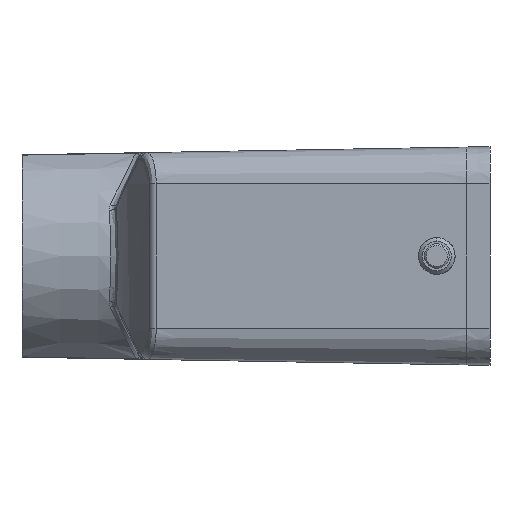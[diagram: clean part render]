
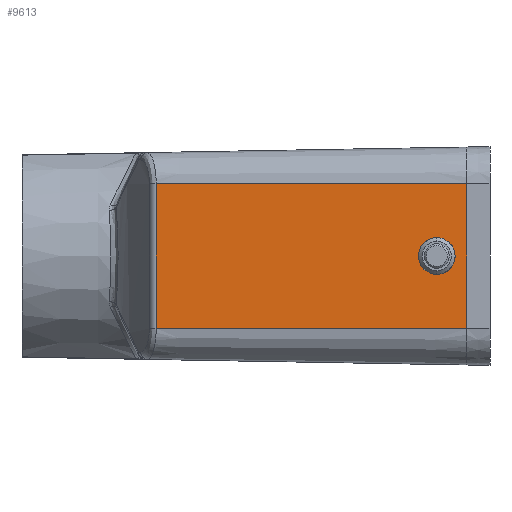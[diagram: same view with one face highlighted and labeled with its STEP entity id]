
A CAD part, left-side view. The second image highlights one B-rep face of the part: STEP entity #9613.
In plain terms, the highlighted planar face has unit normal (-1, 0.018, 0).
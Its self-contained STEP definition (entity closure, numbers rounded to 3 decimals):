
#420 = CARTESIAN_POINT ( 'NONE',  ( -31.288, 12.15, 2.475 ) ) ;
#426 = VERTEX_POINT ( 'NONE', #1258 ) ;
#810 = EDGE_CURVE ( 'NONE', #426, #5845, #7230, .T. ) ;
#931 = LINE ( 'NONE', #2085, #8054 ) ;
#1098 = EDGE_CURVE ( 'NONE', #7673, #6053, #7610, .T. ) ;
#1214 = DIRECTION ( 'NONE',  ( -0.017, -1., 0. ) ) ;
#1258 = CARTESIAN_POINT ( 'NONE',  ( -31.445, 3.15, -9.8 ) ) ;
#1318 = VECTOR ( 'NONE', #1586, 1000. ) ;
#1434 =( BOUNDED_CURVE ( )  B_SPLINE_CURVE ( 3, ( #5651, #420, #8181, #3067 ),
 .UNSPECIFIED., .F., .F. ) 
 B_SPLINE_CURVE_WITH_KNOTS ( ( 4, 4 ),
 ( 1.571, 4.712 ),
 .UNSPECIFIED. ) 
 CURVE ( )  GEOMETRIC_REPRESENTATION_ITEM ( )  RATIONAL_B_SPLINE_CURVE ( ( 1., 0.333, 0.333, 1. ) ) 
 REPRESENTATION_ITEM ( '' )  );
#1586 = DIRECTION ( 'NONE',  ( 0., 0., -1. ) ) ;
#1647 = CARTESIAN_POINT ( 'NONE',  ( -31.461, 2.25, -2.475 ) ) ;
#2040 = ORIENTED_EDGE ( 'NONE', *, *, #5956, .F. ) ;
#2085 = CARTESIAN_POINT ( 'NONE',  ( -31.5, 0., -9.8 ) ) ;
#2439 = VECTOR ( 'NONE', #2625, 1000. ) ;
#2494 = CARTESIAN_POINT ( 'NONE',  ( -31.374, 7.2, -2.475 ) ) ;
#2625 = DIRECTION ( 'NONE',  ( -0.017, -1., 0. ) ) ;
#2668 = VECTOR ( 'NONE', #4429, 1000. ) ;
#3067 = CARTESIAN_POINT ( 'NONE',  ( -31.374, 7.2, -2.475 ) ) ;
#3164 = ORIENTED_EDGE ( 'NONE', *, *, #1098, .F. ) ;
#3199 = EDGE_CURVE ( 'NONE', #8045, #5821, #3909, .T. ) ;
#3380 = CARTESIAN_POINT ( 'NONE',  ( -31.374, 7.2, 2.475 ) ) ;
#3587 = DIRECTION ( 'NONE',  ( -1., 0.017, 0. ) ) ;
#3909 = LINE ( 'NONE', #7588, #1318 ) ;
#4207 = EDGE_LOOP ( 'NONE', ( #2040, #6973, #6968, #5778 ) ) ;
#4284 = ORIENTED_EDGE ( 'NONE', *, *, #10315, .F. ) ;
#4333 = CARTESIAN_POINT ( 'NONE',  ( -31.5, 0., 9.8 ) ) ;
#4429 = DIRECTION ( 'NONE',  ( 0., 0., 1. ) ) ;
#5317 = PLANE ( 'NONE',  #6850 ) ;
#5651 = CARTESIAN_POINT ( 'NONE',  ( -31.374, 7.2, 2.475 ) ) ;
#5778 = ORIENTED_EDGE ( 'NONE', *, *, #810, .T. ) ;
#5810 = CARTESIAN_POINT ( 'NONE',  ( -30.712, 45.164, -9.8 ) ) ;
#5821 = VERTEX_POINT ( 'NONE', #5810 ) ;
#5845 = VERTEX_POINT ( 'NONE', #6719 ) ;
#5956 = EDGE_CURVE ( 'NONE', #8045, #5845, #7036, .T. ) ;
#6053 = VERTEX_POINT ( 'NONE', #7902 ) ;
#6719 = CARTESIAN_POINT ( 'NONE',  ( -31.445, 3.15, 9.8 ) ) ;
#6791 = CARTESIAN_POINT ( 'NONE',  ( -31.461, 2.25, 2.475 ) ) ;
#6850 = AXIS2_PLACEMENT_3D ( 'NONE', #8691, #3587, #9523 ) ;
#6966 = CARTESIAN_POINT ( 'NONE',  ( -31.445, 3.15, -9.8 ) ) ;
#6968 = ORIENTED_EDGE ( 'NONE', *, *, #7023, .T. ) ;
#6973 = ORIENTED_EDGE ( 'NONE', *, *, #3199, .T. ) ;
#7023 = EDGE_CURVE ( 'NONE', #5821, #426, #931, .T. ) ;
#7036 = LINE ( 'NONE', #4333, #2439 ) ;
#7230 = LINE ( 'NONE', #6966, #2668 ) ;
#7407 = CARTESIAN_POINT ( 'NONE',  ( -30.712, 45.164, 9.8 ) ) ;
#7424 = FACE_OUTER_BOUND ( 'NONE', #4207, .T. ) ;
#7588 = CARTESIAN_POINT ( 'NONE',  ( -30.712, 45.164, -9.8 ) ) ;
#7610 =( BOUNDED_CURVE ( )  B_SPLINE_CURVE ( 3, ( #2494, #1647, #6791, #3380 ),
 .UNSPECIFIED., .F., .F. ) 
 B_SPLINE_CURVE_WITH_KNOTS ( ( 4, 4 ),
 ( 4.712, 7.854 ),
 .UNSPECIFIED. ) 
 CURVE ( )  GEOMETRIC_REPRESENTATION_ITEM ( )  RATIONAL_B_SPLINE_CURVE ( ( 1., 0.333, 0.333, 1. ) ) 
 REPRESENTATION_ITEM ( '' )  );
#7673 = VERTEX_POINT ( 'NONE', #9962 ) ;
#7902 = CARTESIAN_POINT ( 'NONE',  ( -31.374, 7.2, 2.475 ) ) ;
#8045 = VERTEX_POINT ( 'NONE', #7407 ) ;
#8054 = VECTOR ( 'NONE', #1214, 1000. ) ;
#8181 = CARTESIAN_POINT ( 'NONE',  ( -31.288, 12.15, -2.475 ) ) ;
#8691 = CARTESIAN_POINT ( 'NONE',  ( -31.5, 0., -9.8 ) ) ;
#9237 = EDGE_LOOP ( 'NONE', ( #4284, #3164 ) ) ;
#9523 = DIRECTION ( 'NONE',  ( -0.017, -1., 0. ) ) ;
#9613 = ADVANCED_FACE ( 'NONE', ( #9669, #7424 ), #5317, .T. ) ;
#9669 = FACE_BOUND ( 'NONE', #9237, .T. ) ;
#9962 = CARTESIAN_POINT ( 'NONE',  ( -31.374, 7.2, -2.475 ) ) ;
#10315 = EDGE_CURVE ( 'NONE', #6053, #7673, #1434, .T. ) ;
